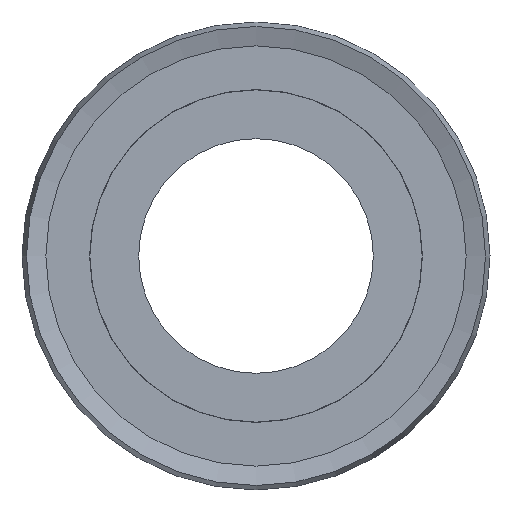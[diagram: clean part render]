
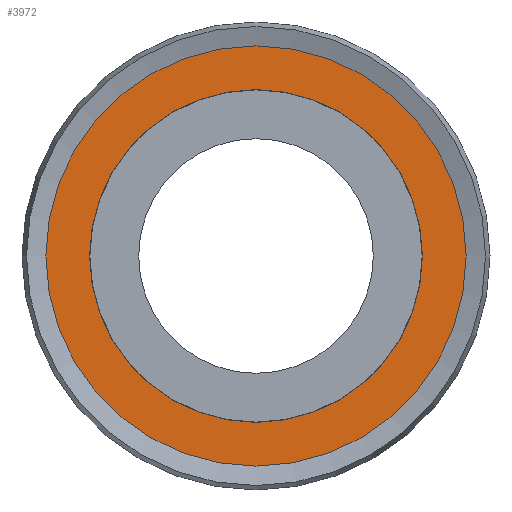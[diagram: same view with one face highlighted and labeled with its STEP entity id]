
A CAD part, left-side view. The second image highlights one B-rep face of the part: STEP entity #3972.
In plain terms, the highlighted planar face has unit normal (-1, 0, 0).
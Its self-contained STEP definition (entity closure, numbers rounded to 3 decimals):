
#685=FACE_BOUND('',#920,.T.);
#695=FACE_OUTER_BOUND('',#919,.T.);
#919=EDGE_LOOP('',(#2670));
#920=EDGE_LOOP('',(#2671));
#1148=CIRCLE('',#4236,24.892);
#1151=CIRCLE('',#4241,31.425);
#1578=VERTEX_POINT('',#6438);
#1581=VERTEX_POINT('',#6448);
#2013=EDGE_CURVE('',#1578,#1578,#1148,.T.);
#2017=EDGE_CURVE('',#1581,#1581,#1151,.T.);
#2670=ORIENTED_EDGE('',*,*,#2017,.T.);
#2671=ORIENTED_EDGE('',*,*,#2013,.T.);
#3958=PLANE('',#4240);
#3972=ADVANCED_FACE('',(#695,#685),#3958,.F.);
#4236=AXIS2_PLACEMENT_3D('',#6440,#4907,#4908);
#4240=AXIS2_PLACEMENT_3D('',#6447,#4916,#4917);
#4241=AXIS2_PLACEMENT_3D('',#6449,#4918,#4919);
#4907=DIRECTION('center_axis',(1.,0.,0.));
#4908=DIRECTION('ref_axis',(0.,-1.,0.));
#4916=DIRECTION('center_axis',(1.,0.,0.));
#4917=DIRECTION('ref_axis',(0.,-1.,0.));
#4918=DIRECTION('center_axis',(-1.,0.,0.));
#4919=DIRECTION('ref_axis',(0.,-1.,0.));
#6438=CARTESIAN_POINT('',(-8.319,52.222,-27.33));
#6440=CARTESIAN_POINT('Origin',(-8.319,27.33,-27.33));
#6447=CARTESIAN_POINT('Origin',(-8.319,27.33,-27.33));
#6448=CARTESIAN_POINT('',(-8.318,-4.095,-27.33));
#6449=CARTESIAN_POINT('Origin',(-8.318,27.33,-27.33));
